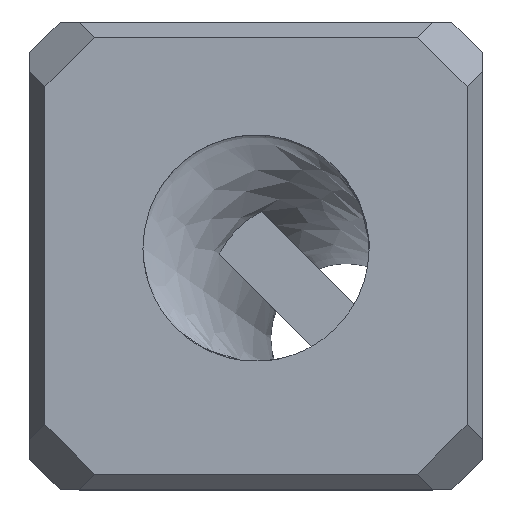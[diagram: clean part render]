
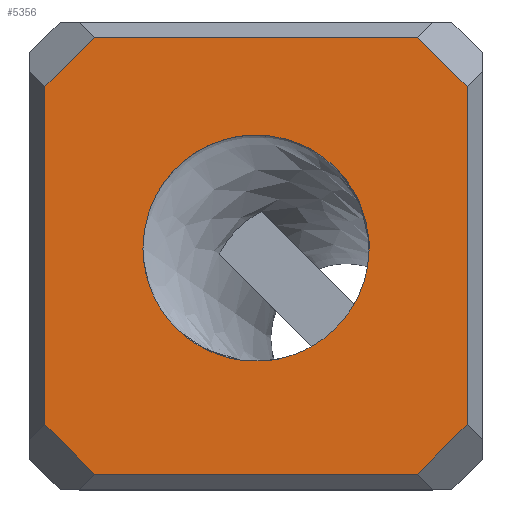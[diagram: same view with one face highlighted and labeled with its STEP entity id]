
A CAD part, top view. The second image highlights one B-rep face of the part: STEP entity #5356.
In plain terms, the highlighted planar face has unit normal (0, 0, 1).
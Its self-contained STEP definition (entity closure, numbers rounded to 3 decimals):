
#374=FACE_BOUND('',#1702,.T.);
#427=PLANE('',#5728);
#581=LINE('',#10774,#960);
#611=LINE('',#11770,#990);
#634=LINE('',#11829,#1013);
#635=LINE('',#11831,#1014);
#636=LINE('',#11833,#1015);
#637=LINE('',#11835,#1016);
#638=LINE('',#11836,#1017);
#639=LINE('',#11837,#1018);
#960=VECTOR('',#6169,10.);
#990=VECTOR('',#6215,10.);
#1013=VECTOR('',#6248,10.);
#1014=VECTOR('',#6249,10.);
#1015=VECTOR('',#6250,10.);
#1016=VECTOR('',#6251,10.);
#1017=VECTOR('',#6252,10.);
#1018=VECTOR('',#6253,10.);
#1329=FACE_OUTER_BOUND('',#1701,.T.);
#1701=EDGE_LOOP('',(#3880,#3881,#3882,#3883,#3884,#3885,#3886,#3887));
#1702=EDGE_LOOP('',(#3888));
#2246=B_SPLINE_CURVE_WITH_KNOTS('',3,(#11839,#11840,#11841,#11842,#11843,
#11844,#11845,#11846,#11847,#11848,#11849,#11850,#11851,#11852,#11853,#11854,
#11855),.UNSPECIFIED.,.T.,.F.,(4,1,1,1,1,1,1,1,1,1,1,1,1,1,4),(0.,0.071,
0.143,0.214,0.286,0.357,
0.429,0.524,0.571,0.667,
0.714,0.786,0.857,0.929,
1.),.UNSPECIFIED.);
#2430=VERTEX_POINT('',#10771);
#2431=VERTEX_POINT('',#10773);
#2476=VERTEX_POINT('',#11767);
#2477=VERTEX_POINT('',#11769);
#2494=VERTEX_POINT('',#11828);
#2495=VERTEX_POINT('',#11830);
#2496=VERTEX_POINT('',#11832);
#2497=VERTEX_POINT('',#11834);
#2498=VERTEX_POINT('',#11838);
#2953=EDGE_CURVE('',#2430,#2431,#581,.T.);
#3006=EDGE_CURVE('',#2476,#2477,#611,.T.);
#3030=EDGE_CURVE('',#2494,#2430,#634,.T.);
#3031=EDGE_CURVE('',#2495,#2494,#635,.T.);
#3032=EDGE_CURVE('',#2496,#2495,#636,.T.);
#3033=EDGE_CURVE('',#2497,#2496,#637,.T.);
#3034=EDGE_CURVE('',#2477,#2497,#638,.T.);
#3035=EDGE_CURVE('',#2431,#2476,#639,.T.);
#3036=EDGE_CURVE('',#2498,#2498,#2246,.T.);
#3880=ORIENTED_EDGE('',*,*,#2953,.F.);
#3881=ORIENTED_EDGE('',*,*,#3030,.F.);
#3882=ORIENTED_EDGE('',*,*,#3031,.F.);
#3883=ORIENTED_EDGE('',*,*,#3032,.F.);
#3884=ORIENTED_EDGE('',*,*,#3033,.F.);
#3885=ORIENTED_EDGE('',*,*,#3034,.F.);
#3886=ORIENTED_EDGE('',*,*,#3006,.F.);
#3887=ORIENTED_EDGE('',*,*,#3035,.F.);
#3888=ORIENTED_EDGE('',*,*,#3036,.T.);
#5356=ADVANCED_FACE('',(#1329,#374),#427,.T.);
#5728=AXIS2_PLACEMENT_3D('',#11827,#6246,#6247);
#6169=DIRECTION('',(-0.707,0.707,0.));
#6215=DIRECTION('',(0.707,0.707,0.));
#6246=DIRECTION('center_axis',(0.,0.,1.));
#6247=DIRECTION('ref_axis',(0.,-1.,0.));
#6248=DIRECTION('',(-1.,0.,0.));
#6249=DIRECTION('',(-0.707,-0.707,0.));
#6250=DIRECTION('',(0.,-1.,0.));
#6251=DIRECTION('',(0.707,-0.707,0.));
#6252=DIRECTION('',(1.,0.,0.));
#6253=DIRECTION('',(0.,1.,0.));
#10771=CARTESIAN_POINT('',(-10.714,61.,30.));
#10773=CARTESIAN_POINT('',(-14.,64.286,30.));
#10774=CARTESIAN_POINT('',(-16.107,66.393,30.));
#11767=CARTESIAN_POINT('',(-14.,86.714,30.));
#11769=CARTESIAN_POINT('',(-10.714,90.,30.));
#11770=CARTESIAN_POINT('',(-8.857,91.857,30.));
#11827=CARTESIAN_POINT('Origin',(0.,90.,30.));
#11828=CARTESIAN_POINT('',(10.714,61.,30.));
#11829=CARTESIAN_POINT('',(0.,61.,30.));
#11830=CARTESIAN_POINT('',(14.,64.286,30.));
#11831=CARTESIAN_POINT('',(16.107,66.393,30.));
#11832=CARTESIAN_POINT('',(14.,86.714,30.));
#11833=CARTESIAN_POINT('',(14.,82.5,30.));
#11834=CARTESIAN_POINT('',(10.714,90.,30.));
#11835=CARTESIAN_POINT('',(8.857,91.857,30.));
#11836=CARTESIAN_POINT('',(0.,90.,30.));
#11837=CARTESIAN_POINT('',(-14.,82.5,30.));
#11838=CARTESIAN_POINT('',(7.5,75.,30.));
#11839=CARTESIAN_POINT('Ctrl Pts',(7.5,75.,30.));
#11840=CARTESIAN_POINT('Ctrl Pts',(7.5,73.878,30.));
#11841=CARTESIAN_POINT('Ctrl Pts',(6.988,71.635,30.));
#11842=CARTESIAN_POINT('Ctrl Pts',(4.836,68.935,30.));
#11843=CARTESIAN_POINT('Ctrl Pts',(1.726,67.439,30.));
#11844=CARTESIAN_POINT('Ctrl Pts',(-1.728,67.439,30.));
#11845=CARTESIAN_POINT('Ctrl Pts',(-4.834,68.937,30.));
#11846=CARTESIAN_POINT('Ctrl Pts',(-7.233,71.935,30.));
#11847=CARTESIAN_POINT('Ctrl Pts',(-7.755,75.411,30.));
#11848=CARTESIAN_POINT('Ctrl Pts',(-6.638,79.03,30.));
#11849=CARTESIAN_POINT('Ctrl Pts',(-4.513,81.318,30.));
#11850=CARTESIAN_POINT('Ctrl Pts',(-1.34,82.56,30.));
#11851=CARTESIAN_POINT('Ctrl Pts',(1.726,82.562,30.));
#11852=CARTESIAN_POINT('Ctrl Pts',(4.837,81.063,30.));
#11853=CARTESIAN_POINT('Ctrl Pts',(6.988,78.365,30.));
#11854=CARTESIAN_POINT('Ctrl Pts',(7.5,76.122,30.));
#11855=CARTESIAN_POINT('Ctrl Pts',(7.5,75.,30.));
